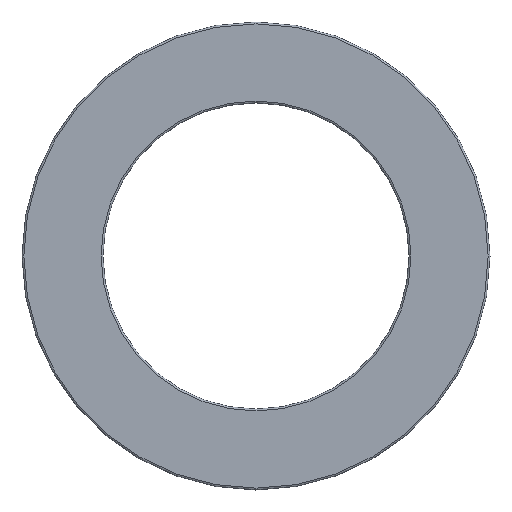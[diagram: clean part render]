
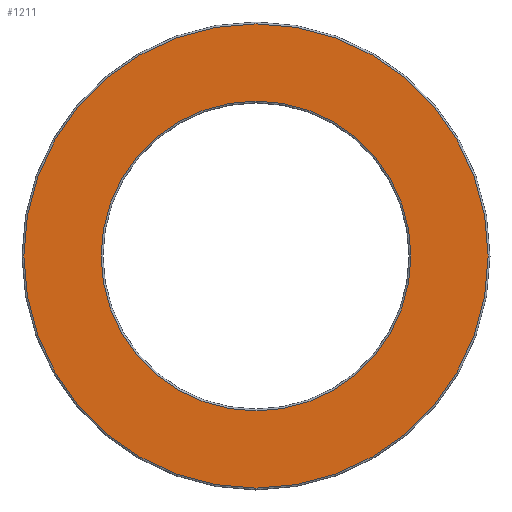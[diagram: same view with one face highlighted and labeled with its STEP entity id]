
A CAD part, left-side view. The second image highlights one B-rep face of the part: STEP entity #1211.
In plain terms, the highlighted planar face has unit normal (-1, 0, 0).
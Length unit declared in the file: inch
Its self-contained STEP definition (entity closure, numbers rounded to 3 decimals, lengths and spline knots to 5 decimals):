
#54 = VERTEX_POINT ( 'NONE', #1258 ) ;
#77 = DIRECTION ( 'NONE',  ( -1., 0., 0. ) ) ;
#89 = CARTESIAN_POINT ( 'NONE',  ( -0.5, 0., 0. ) ) ;
#212 = EDGE_CURVE ( 'NONE', #1455, #1455, #1006, .T. ) ;
#304 = DIRECTION ( 'NONE',  ( 0., 0., 1. ) ) ;
#426 = PLANE ( 'NONE',  #579 ) ;
#465 = EDGE_CURVE ( 'NONE', #54, #54, #899, .T. ) ;
#551 = FACE_BOUND ( 'NONE', #992, .T. ) ;
#565 = DIRECTION ( 'NONE',  ( -1., 0., 0. ) ) ;
#579 = AXIS2_PLACEMENT_3D ( 'NONE', #89, #1456, #1316 ) ;
#599 = EDGE_LOOP ( 'NONE', ( #684 ) ) ;
#684 = ORIENTED_EDGE ( 'NONE', *, *, #465, .T. ) ;
#686 = AXIS2_PLACEMENT_3D ( 'NONE', #862, #77, #304 ) ;
#711 = FACE_OUTER_BOUND ( 'NONE', #599, .T. ) ;
#809 = CARTESIAN_POINT ( 'NONE',  ( -0.5, 0., 1.645 ) ) ;
#862 = CARTESIAN_POINT ( 'NONE',  ( -0.5, 0., 0. ) ) ;
#899 = CIRCLE ( 'NONE', #1217, 2.46438 ) ;
#992 = EDGE_LOOP ( 'NONE', ( #1195 ) ) ;
#1005 = CARTESIAN_POINT ( 'NONE',  ( -0.5, 0., 0. ) ) ;
#1006 = CIRCLE ( 'NONE', #686, 1.645 ) ;
#1054 = DIRECTION ( 'NONE',  ( 0., 0., 1. ) ) ;
#1195 = ORIENTED_EDGE ( 'NONE', *, *, #212, .F. ) ;
#1211 = ADVANCED_FACE ( 'NONE', ( #551, #711 ), #426, .F. ) ;
#1217 = AXIS2_PLACEMENT_3D ( 'NONE', #1005, #565, #1054 ) ;
#1258 = CARTESIAN_POINT ( 'NONE',  ( -0.5, 0., 2.46438 ) ) ;
#1316 = DIRECTION ( 'NONE',  ( 0., 0., -1. ) ) ;
#1455 = VERTEX_POINT ( 'NONE', #809 ) ;
#1456 = DIRECTION ( 'NONE',  ( 1., 0., 0. ) ) ;
